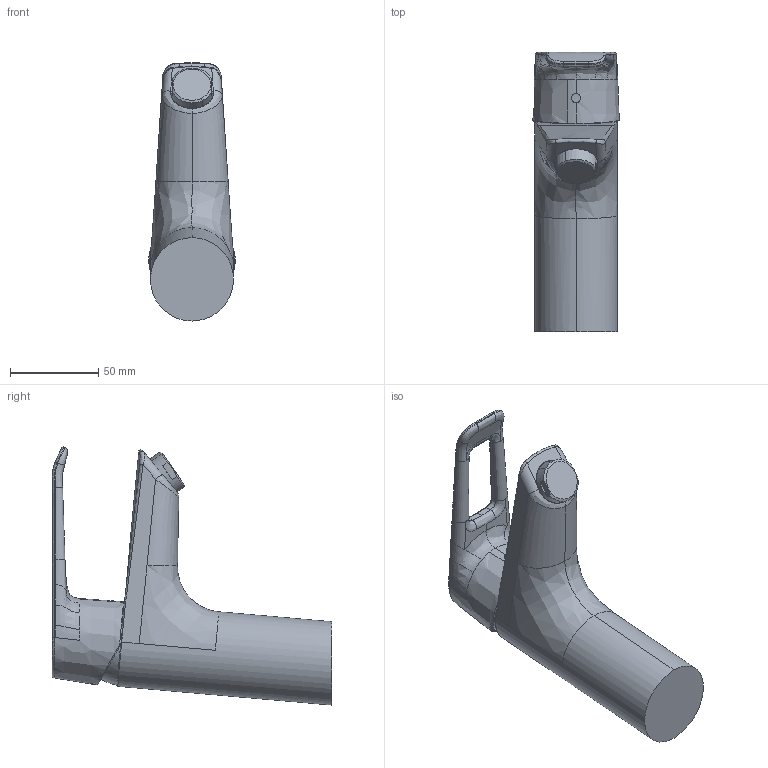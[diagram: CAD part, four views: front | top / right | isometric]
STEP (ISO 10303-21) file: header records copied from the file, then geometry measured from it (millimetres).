
FILE_DESCRIPTION (( 'STEP AP203' ), '1' );
FILE_NAME ('3991F(2020)+51522286(2020).STEP', '2021-10-21T09:45:40', ( '' ), ( '' ), 'SwSTEP 2.0', 'SolidWorks 2016', '' );
FILE_SCHEMA (( 'CONFIG_CONTROL_DESIGN' ));
Length unit declared in the file: millimetre
Products named in the file (1): 3991F(2020)+51522286(2020)
Bounding box: 48.92 x 158.35 x 146.08 mm (x, y, z)
Volume: 373305 mm3; surface area: 44031.5 mm2
Topology: 1 solids, 2 shells, 128 faces, 310 edges, 183 vertices
Faces by surface type: bspline 89, plane 18, cylinder 12, cone 9
Entity records: 17971 total; most frequent: CARTESIAN_POINT 15701, ORIENTED_EDGE 618, EDGE_CURVE 309, B_SPLINE_CURVE_WITH_KNOTS 218, DIRECTION 195, VERTEX_POINT 183, EDGE_LOOP 130, ADVANCED_FACE 128
